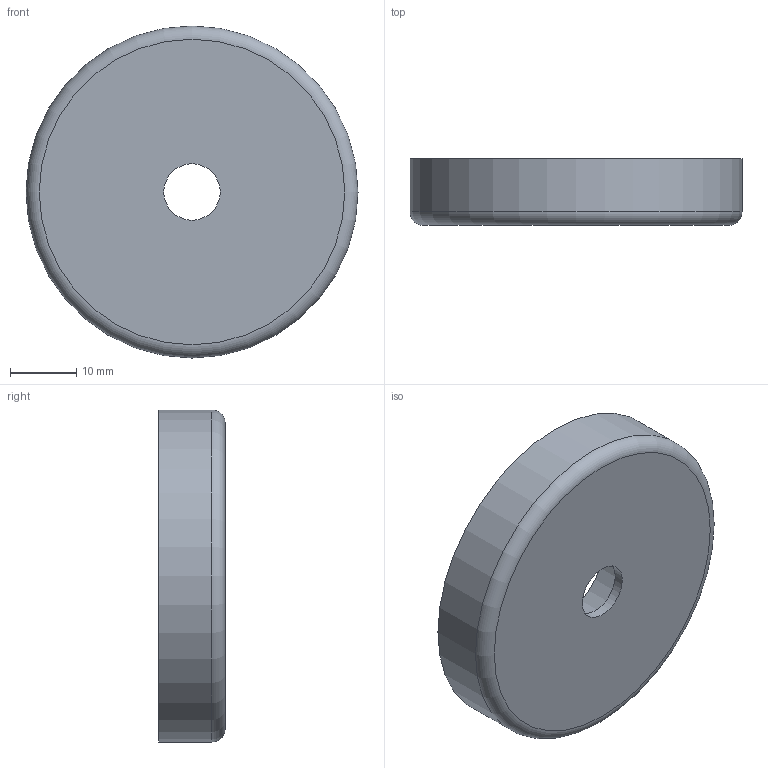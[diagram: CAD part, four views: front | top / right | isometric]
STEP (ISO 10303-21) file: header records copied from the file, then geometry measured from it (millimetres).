
FILE_DESCRIPTION(/* description */ (''),/* implementation_level */ '2;1');
FILE_NAME(/* name */ 'GM16604 -.stp',/* time_stamp */ '2019-09-25T14:19:21+02:00',/* author */ ('PV'),/* organization */ (''),/* preprocessor_version */ 'ST-DEVELOPER v17.2',/* originating_system */ 'Autodesk Inventor 2019',/* authorisation */ '');
FILE_SCHEMA (('AUTOMOTIVE_DESIGN { 1 0 10303 214 3 1 1 }'));
Length unit declared in the file: millimetre
Products named in the file (4): GM16604; E0120379; E0120380; E0120381
Assembly tree (3 placements, depth 2):
  GM16604
    E0120379
    E0120380
    E0120381
Bounding box: 50 x 10 x 50 mm (x, y, z)
Volume: 16186.3 mm3; surface area: 13513.6 mm2
Topology: 3 solids, 3 shells, 17 faces, 47 edges, 37 vertices
Faces by surface type: cylinder 7, plane 7, torus 3
Full cylindrical faces by diameter (mm): 8.5 x1, 22 x1, 46 x2, 47 x2, 50 x1
Entity records: 774 total; most frequent: DIRECTION 135, CARTESIAN_POINT 108, ORIENTED_EDGE 94, AXIS2_PLACEMENT_3D 64, EDGE_CURVE 47, CIRCLE 40, VERTEX_POINT 37, EDGE_LOOP 24
